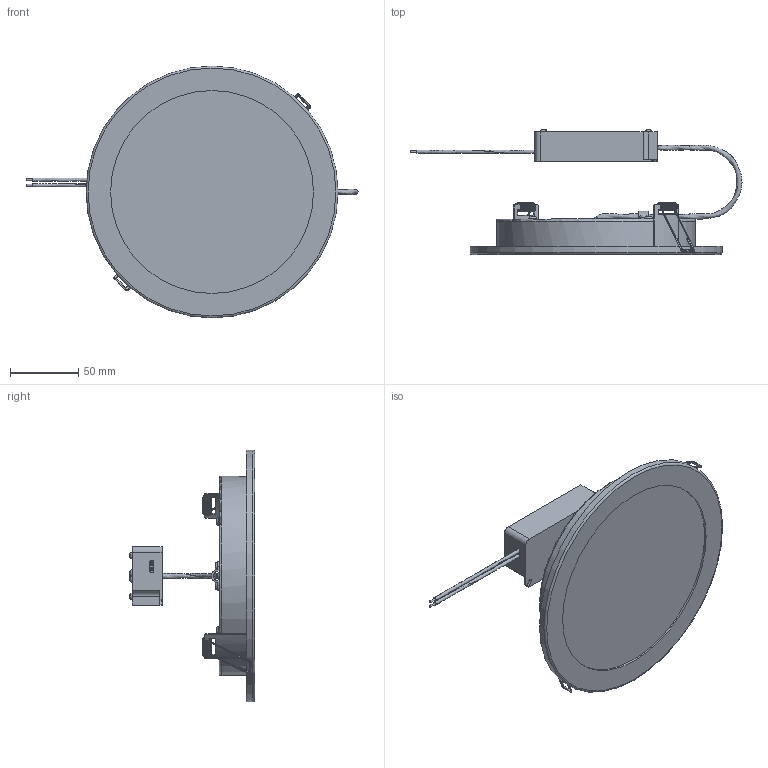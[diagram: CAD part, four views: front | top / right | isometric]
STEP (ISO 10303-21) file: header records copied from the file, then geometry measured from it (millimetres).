
FILE_DESCRIPTION (( 'STEP AP203' ), '1' );
FILE_NAME ('LDVO0-1606-1-12-K23 Ñâåòèëüíèê ÄÂÎ 1606 ñåðåáðî êðóã LED 12Âò 4000 IP20.STEP', '2017-08-16T11:37:50', ( '' ), ( '' ), 'SwSTEP 2.0', 'SolidWorks 2014', '' );
FILE_SCHEMA (( 'CONFIG_CONTROL_DESIGN' ));
Length unit declared in the file: millimetre
Products named in the file (1): LDVO0-1606-1-12-K23 Ñâåòèëüíèê ÄÂÎ 1606 ñåðåáðî êðóã LED 12Âò 4000 IP20
Bounding box: 243.76 x 92 x 185 mm (x, y, z)
Volume: 466269 mm3; surface area: 103427.1 mm2
Topology: 1 solids, 1 shells, 362 faces, 938 edges, 588 vertices
Faces by surface type: plane 166, cylinder 128, torus 37, sphere 20, bspline 11
Full cylindrical faces by diameter (mm): 1.5 x2, 1.9 x4, 2 x3, 5 x1, 5.5 x4, 149 x1, 170 x1, 182.4 x1, 185 x1
Entity records: 20521 total; most frequent: CARTESIAN_POINT 12001, DIRECTION 1758, ORIENTED_EDGE 1728, EDGE_CURVE 864, AXIS2_PLACEMENT_3D 664, VERTEX_POINT 563, EDGE_LOOP 433, LINE 430
